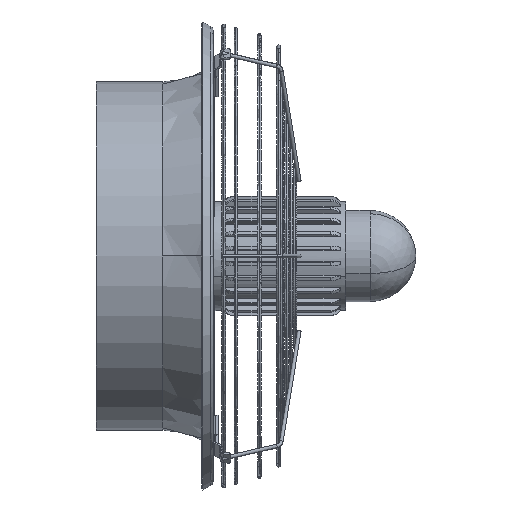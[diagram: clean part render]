
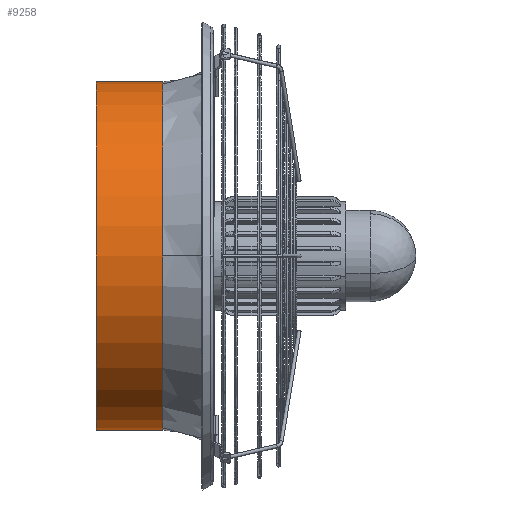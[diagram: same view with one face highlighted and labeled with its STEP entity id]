
A CAD part, front view. The second image highlights one B-rep face of the part: STEP entity #9258.
In plain terms, the highlighted cylindrical face has radius 156.5 mm (diameter 313 mm), a partial arc.
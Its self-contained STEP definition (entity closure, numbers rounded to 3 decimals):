
#442 = EDGE_CURVE ( 'NONE', #1576, #24727, #39429, .T. ) ;
#1576 = VERTEX_POINT ( 'NONE', #26989 ) ;
#2408 = LINE ( 'NONE', #21313, #7740 ) ;
#2950 = FACE_OUTER_BOUND ( 'NONE', #46346, .T. ) ;
#2957 = DIRECTION ( 'NONE',  ( -1., 0., 0. ) ) ;
#3627 = CARTESIAN_POINT ( 'NONE',  ( 403.214, -499.362, 156.5 ) ) ;
#4810 = AXIS2_PLACEMENT_3D ( 'NONE', #28584, #42085, #8217 ) ;
#5829 = ORIENTED_EDGE ( 'NONE', *, *, #442, .T. ) ;
#6703 = ORIENTED_EDGE ( 'NONE', *, *, #48032, .T. ) ;
#7436 = DIRECTION ( 'NONE',  ( -1., 0., 0. ) ) ;
#7740 = VECTOR ( 'NONE', #28846, 1000. ) ;
#8217 = DIRECTION ( 'NONE',  ( 0., 0., 1. ) ) ;
#8769 = CARTESIAN_POINT ( 'NONE',  ( 463.214, -655.862, 0. ) ) ;
#9258 = ADVANCED_FACE ( 'NONE', ( #2950 ), #47333, .T. ) ;
#10281 = CIRCLE ( 'NONE', #22951, 156.5 ) ;
#11096 = VERTEX_POINT ( 'NONE', #3627 ) ;
#11278 = DIRECTION ( 'NONE',  ( 0., 0., 1. ) ) ;
#11764 = CARTESIAN_POINT ( 'NONE',  ( 403.214, -499.362, 0. ) ) ;
#13703 = AXIS2_PLACEMENT_3D ( 'NONE', #21410, #36584, #48249 ) ;
#17177 = ORIENTED_EDGE ( 'NONE', *, *, #23568, .F. ) ;
#18953 = ORIENTED_EDGE ( 'NONE', *, *, #22796, .T. ) ;
#20274 = VERTEX_POINT ( 'NONE', #45799 ) ;
#21313 = CARTESIAN_POINT ( 'NONE',  ( 433.214, -499.362, 156.5 ) ) ;
#21410 = CARTESIAN_POINT ( 'NONE',  ( 463.214, -499.362, 0. ) ) ;
#22375 = DIRECTION ( 'NONE',  ( 0., 1., 0. ) ) ;
#22796 = EDGE_CURVE ( 'NONE', #24727, #20274, #10281, .T. ) ;
#22951 = AXIS2_PLACEMENT_3D ( 'NONE', #44991, #2957, #22375 ) ;
#23568 = EDGE_CURVE ( 'NONE', #46407, #11096, #38212, .T. ) ;
#23972 = AXIS2_PLACEMENT_3D ( 'NONE', #11764, #7436, #11278 ) ;
#24727 = VERTEX_POINT ( 'NONE', #8769 ) ;
#25882 = CARTESIAN_POINT ( 'NONE',  ( 403.214, -499.362, -156.5 ) ) ;
#26989 = CARTESIAN_POINT ( 'NONE',  ( 463.214, -499.362, -156.5 ) ) ;
#28584 = CARTESIAN_POINT ( 'NONE',  ( 433.214, -499.362, 0. ) ) ;
#28846 = DIRECTION ( 'NONE',  ( -1., 0., 0. ) ) ;
#31189 = DIRECTION ( 'NONE',  ( -1., 0., 0. ) ) ;
#35582 = LINE ( 'NONE', #46688, #47096 ) ;
#36584 = DIRECTION ( 'NONE',  ( -1., 0., 0. ) ) ;
#38212 = CIRCLE ( 'NONE', #23972, 156.5 ) ;
#39429 = CIRCLE ( 'NONE', #13703, 156.5 ) ;
#42085 = DIRECTION ( 'NONE',  ( -1., 0., 0. ) ) ;
#44844 = EDGE_CURVE ( 'NONE', #1576, #46407, #35582, .T. ) ;
#44991 = CARTESIAN_POINT ( 'NONE',  ( 463.214, -499.362, 0. ) ) ;
#45799 = CARTESIAN_POINT ( 'NONE',  ( 463.214, -499.362, 156.5 ) ) ;
#46150 = ORIENTED_EDGE ( 'NONE', *, *, #44844, .F. ) ;
#46346 = EDGE_LOOP ( 'NONE', ( #46150, #5829, #18953, #6703, #17177 ) ) ;
#46407 = VERTEX_POINT ( 'NONE', #25882 ) ;
#46688 = CARTESIAN_POINT ( 'NONE',  ( 433.214, -499.362, -156.5 ) ) ;
#47096 = VECTOR ( 'NONE', #31189, 1000. ) ;
#47333 = CYLINDRICAL_SURFACE ( 'NONE', #4810, 156.5 ) ;
#48032 = EDGE_CURVE ( 'NONE', #20274, #11096, #2408, .T. ) ;
#48249 = DIRECTION ( 'NONE',  ( 0., 1., 0. ) ) ;
